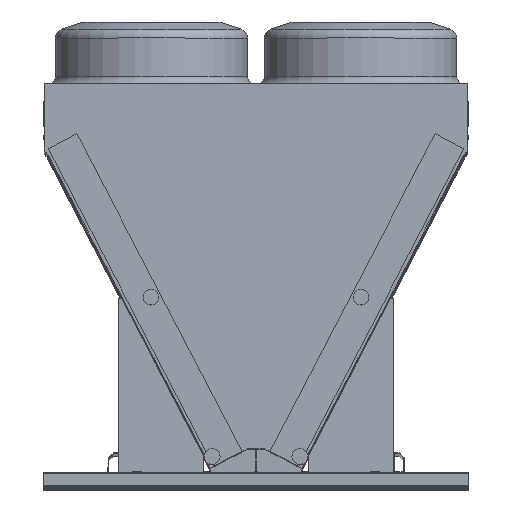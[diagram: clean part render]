
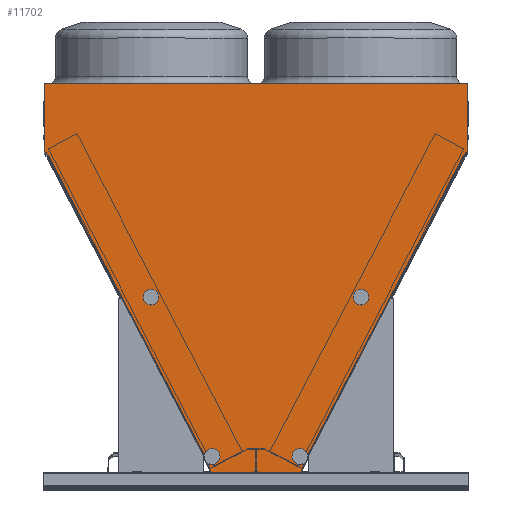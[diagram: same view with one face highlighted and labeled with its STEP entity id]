
A CAD part, top view. The second image highlights one B-rep face of the part: STEP entity #11702.
In plain terms, the highlighted planar face has unit normal (0, 0, 1).
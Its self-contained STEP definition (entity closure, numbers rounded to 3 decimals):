
#104 = LINE ( 'NONE', #37158, #43048 ) ;
#447 = CARTESIAN_POINT ( 'NONE',  ( -1127.739, 1711.053, 0. ) ) ;
#449 = EDGE_CURVE ( 'NONE', #41559, #32311, #31356, .T. ) ;
#709 = ORIENTED_EDGE ( 'NONE', *, *, #42755, .T. ) ;
#712 = CARTESIAN_POINT ( 'NONE',  ( 246.893, 17.358, 0. ) ) ;
#951 = CARTESIAN_POINT ( 'NONE',  ( -1136.282, 2083.62, 0. ) ) ;
#1170 = VERTEX_POINT ( 'NONE', #3206 ) ;
#1557 = ORIENTED_EDGE ( 'NONE', *, *, #8287, .T. ) ;
#2062 = LINE ( 'NONE', #43683, #39932 ) ;
#2235 = VECTOR ( 'NONE', #16371, 1000. ) ;
#2537 = LINE ( 'NONE', #17859, #21524 ) ;
#2639 = DIRECTION ( 'NONE',  ( -0.463, 0.886, 0. ) ) ;
#2674 = VECTOR ( 'NONE', #36000, 1000. ) ;
#3206 = CARTESIAN_POINT ( 'NONE',  ( -1127.739, 1711.053, 0. ) ) ;
#3468 = EDGE_CURVE ( 'NONE', #51306, #40734, #2062, .T. ) ;
#3505 = LINE ( 'NONE', #40530, #2235 ) ;
#3631 = DIRECTION ( 'NONE',  ( 0.462, 0.887, 0. ) ) ;
#3709 = VECTOR ( 'NONE', #10490, 1000. ) ;
#4090 = VECTOR ( 'NONE', #25612, 1000. ) ;
#4261 = VERTEX_POINT ( 'NONE', #34620 ) ;
#4559 = PLANE ( 'NONE',  #28709 ) ;
#4808 = VERTEX_POINT ( 'NONE', #5961 ) ;
#5486 = ORIENTED_EDGE ( 'NONE', *, *, #38938, .T. ) ;
#5961 = CARTESIAN_POINT ( 'NONE',  ( -279.893, 0., 0. ) ) ;
#6084 = VERTEX_POINT ( 'NONE', #44360 ) ;
#6416 = EDGE_CURVE ( 'NONE', #26422, #28912, #35890, .T. ) ;
#6966 = VERTEX_POINT ( 'NONE', #30057 ) ;
#7797 = CARTESIAN_POINT ( 'NONE',  ( -279.893, 1.482, 0. ) ) ;
#7983 = EDGE_CURVE ( 'NONE', #28912, #41559, #8094, .T. ) ;
#8094 = LINE ( 'NONE', #951, #27078 ) ;
#8287 = EDGE_CURVE ( 'NONE', #44658, #41197, #29562, .T. ) ;
#8614 = VECTOR ( 'NONE', #14411, 1000. ) ;
#8808 = DIRECTION ( 'NONE',  ( 0., 0., -1. ) ) ;
#9022 = CARTESIAN_POINT ( 'NONE',  ( 1136.15, 2083.62, 0. ) ) ;
#10418 = EDGE_CURVE ( 'NONE', #41197, #32308, #31204, .T. ) ;
#10490 = DIRECTION ( 'NONE',  ( 0., 1., 0. ) ) ;
#11351 = EDGE_CURVE ( 'NONE', #6966, #51306, #45597, .T. ) ;
#11400 = VECTOR ( 'NONE', #20342, 1000. ) ;
#11446 = CARTESIAN_POINT ( 'NONE',  ( -246.893, 17.358, 0. ) ) ;
#11702 = ADVANCED_FACE ( 'NONE', ( #22242 ), #4559, .F. ) ;
#11753 = VECTOR ( 'NONE', #28737, 1000. ) ;
#12850 = EDGE_CURVE ( 'NONE', #42102, #6966, #37745, .T. ) ;
#12881 = CARTESIAN_POINT ( 'NONE',  ( 0., 0., 0. ) ) ;
#13379 = ORIENTED_EDGE ( 'NONE', *, *, #6416, .T. ) ;
#13431 = VECTOR ( 'NONE', #2639, 1000. ) ;
#13443 = LINE ( 'NONE', #7797, #2674 ) ;
#13573 = CARTESIAN_POINT ( 'NONE',  ( 1127.607, 1711.053, 0. ) ) ;
#13631 = VECTOR ( 'NONE', #38613, 1000. ) ;
#13972 = DIRECTION ( 'NONE',  ( 1., 0., 0. ) ) ;
#14325 = EDGE_CURVE ( 'NONE', #6084, #42102, #3505, .T. ) ;
#14345 = EDGE_CURVE ( 'NONE', #32311, #1170, #22458, .T. ) ;
#14367 = CARTESIAN_POINT ( 'NONE',  ( 1136.15, 2083.62, 0. ) ) ;
#14411 = DIRECTION ( 'NONE',  ( 0., -1., 0. ) ) ;
#14852 = LINE ( 'NONE', #13573, #4090 ) ;
#15608 = ORIENTED_EDGE ( 'NONE', *, *, #14325, .T. ) ;
#16275 = CARTESIAN_POINT ( 'NONE',  ( 1127.607, 1711.053, 0. ) ) ;
#16371 = DIRECTION ( 'NONE',  ( -1., 0., 0. ) ) ;
#16909 = CARTESIAN_POINT ( 'NONE',  ( -1136.282, 2083.62, 0. ) ) ;
#17226 = DIRECTION ( 'NONE',  ( -1., 0., 0. ) ) ;
#17654 = VECTOR ( 'NONE', #26603, 1000. ) ;
#17777 = VECTOR ( 'NONE', #40491, 1000. ) ;
#17859 = CARTESIAN_POINT ( 'NONE',  ( 279.893, 0., 0. ) ) ;
#19517 = CARTESIAN_POINT ( 'NONE',  ( -246.893, 1.482, 0. ) ) ;
#19946 = DIRECTION ( 'NONE',  ( -0.461, -0.887, 0. ) ) ;
#20342 = DIRECTION ( 'NONE',  ( 0.462, 0.887, 0. ) ) ;
#20732 = CARTESIAN_POINT ( 'NONE',  ( 245.39, 20.232, 0. ) ) ;
#21001 = DIRECTION ( 'NONE',  ( 0., 1., 0. ) ) ;
#21198 = CARTESIAN_POINT ( 'NONE',  ( -1126.246, 1711.83, 0. ) ) ;
#21524 = VECTOR ( 'NONE', #13972, 1000. ) ;
#22114 = ORIENTED_EDGE ( 'NONE', *, *, #28820, .T. ) ;
#22242 = FACE_OUTER_BOUND ( 'NONE', #42283, .T. ) ;
#22458 = LINE ( 'NONE', #447, #11753 ) ;
#22500 = ORIENTED_EDGE ( 'NONE', *, *, #14345, .T. ) ;
#22516 = ORIENTED_EDGE ( 'NONE', *, *, #24418, .T. ) ;
#22592 = CARTESIAN_POINT ( 'NONE',  ( 1136.15, 1727.462, 0. ) ) ;
#23801 = VERTEX_POINT ( 'NONE', #46573 ) ;
#24290 = CARTESIAN_POINT ( 'NONE',  ( -279.893, 0., 0. ) ) ;
#24418 = EDGE_CURVE ( 'NONE', #32308, #30799, #13443, .T. ) ;
#25258 = CARTESIAN_POINT ( 'NONE',  ( -246.893, 17.358, 0. ) ) ;
#25612 = DIRECTION ( 'NONE',  ( 0.887, -0.462, 0. ) ) ;
#26422 = VERTEX_POINT ( 'NONE', #22592 ) ;
#26603 = DIRECTION ( 'NONE',  ( 0.887, 0.462, 0. ) ) ;
#26781 = ORIENTED_EDGE ( 'NONE', *, *, #48284, .T. ) ;
#27078 = VECTOR ( 'NONE', #17226, 1000. ) ;
#27666 = CARTESIAN_POINT ( 'NONE',  ( -1136.282, 1727.462, 0. ) ) ;
#27686 = DIRECTION ( 'NONE',  ( 0., -1., 0. ) ) ;
#28192 = EDGE_CURVE ( 'NONE', #30799, #4808, #39173, .T. ) ;
#28678 = ORIENTED_EDGE ( 'NONE', *, *, #28192, .T. ) ;
#28709 = AXIS2_PLACEMENT_3D ( 'NONE', #12881, #8808, #45118 ) ;
#28737 = DIRECTION ( 'NONE',  ( 0.462, -0.887, 0. ) ) ;
#28820 = EDGE_CURVE ( 'NONE', #23801, #26422, #43547, .T. ) ;
#28912 = VERTEX_POINT ( 'NONE', #9022 ) ;
#29001 = DIRECTION ( 'NONE',  ( 0., 1., 0. ) ) ;
#29562 = LINE ( 'NONE', #48120, #50920 ) ;
#30057 = CARTESIAN_POINT ( 'NONE',  ( 246.893, 17.358, 0. ) ) ;
#30733 = ORIENTED_EDGE ( 'NONE', *, *, #11351, .T. ) ;
#30799 = VERTEX_POINT ( 'NONE', #37822 ) ;
#31204 = LINE ( 'NONE', #11446, #40648 ) ;
#31356 = LINE ( 'NONE', #34367, #8614 ) ;
#31853 = VERTEX_POINT ( 'NONE', #21198 ) ;
#32308 = VERTEX_POINT ( 'NONE', #19517 ) ;
#32311 = VERTEX_POINT ( 'NONE', #27666 ) ;
#34112 = CARTESIAN_POINT ( 'NONE',  ( 1126.218, 1711.776, 0. ) ) ;
#34367 = CARTESIAN_POINT ( 'NONE',  ( -1136.282, 1727.462, 0. ) ) ;
#34620 = CARTESIAN_POINT ( 'NONE',  ( 279.893, 0., 0. ) ) ;
#35393 = ORIENTED_EDGE ( 'NONE', *, *, #12850, .T. ) ;
#35890 = LINE ( 'NONE', #14367, #3709 ) ;
#36000 = DIRECTION ( 'NONE',  ( -1., 0., 0. ) ) ;
#37158 = CARTESIAN_POINT ( 'NONE',  ( 279.893, 0., 0. ) ) ;
#37471 = ORIENTED_EDGE ( 'NONE', *, *, #7983, .T. ) ;
#37588 = LINE ( 'NONE', #42700, #13631 ) ;
#37745 = LINE ( 'NONE', #712, #48493 ) ;
#37822 = CARTESIAN_POINT ( 'NONE',  ( -279.893, 1.482, 0. ) ) ;
#38434 = EDGE_CURVE ( 'NONE', #31853, #44658, #37588, .T. ) ;
#38613 = DIRECTION ( 'NONE',  ( 0.462, -0.887, 0. ) ) ;
#38938 = EDGE_CURVE ( 'NONE', #40734, #23801, #14852, .T. ) ;
#39043 = LINE ( 'NONE', #42419, #17654 ) ;
#39173 = LINE ( 'NONE', #24290, #17777 ) ;
#39932 = VECTOR ( 'NONE', #3631, 1000. ) ;
#40491 = DIRECTION ( 'NONE',  ( 0., -1., 0. ) ) ;
#40530 = CARTESIAN_POINT ( 'NONE',  ( 279.893, 1.482, 0. ) ) ;
#40648 = VECTOR ( 'NONE', #27686, 1000. ) ;
#40734 = VERTEX_POINT ( 'NONE', #34112 ) ;
#40816 = CARTESIAN_POINT ( 'NONE',  ( 246.893, 1.482, 0. ) ) ;
#40942 = ORIENTED_EDGE ( 'NONE', *, *, #449, .T. ) ;
#41197 = VERTEX_POINT ( 'NONE', #25258 ) ;
#41559 = VERTEX_POINT ( 'NONE', #16909 ) ;
#42102 = VERTEX_POINT ( 'NONE', #40816 ) ;
#42260 = ORIENTED_EDGE ( 'NONE', *, *, #3468, .T. ) ;
#42283 = EDGE_LOOP ( 'NONE', ( #40942, #22500, #47987, #46191, #1557, #43795, #22516, #28678, #709, #26781, #15608, #35393, #30733, #42260, #5486, #22114, #13379, #37471 ) ) ;
#42419 = CARTESIAN_POINT ( 'NONE',  ( -1127.739, 1711.053, 0. ) ) ;
#42700 = CARTESIAN_POINT ( 'NONE',  ( -245.403, 20.223, 0. ) ) ;
#42755 = EDGE_CURVE ( 'NONE', #4808, #4261, #2537, .T. ) ;
#43048 = VECTOR ( 'NONE', #21001, 1000. ) ;
#43547 = LINE ( 'NONE', #16275, #11400 ) ;
#43683 = CARTESIAN_POINT ( 'NONE',  ( 245.39, 20.232, 0. ) ) ;
#43740 = CARTESIAN_POINT ( 'NONE',  ( -245.403, 20.223, 0. ) ) ;
#43795 = ORIENTED_EDGE ( 'NONE', *, *, #10418, .T. ) ;
#44360 = CARTESIAN_POINT ( 'NONE',  ( 279.893, 1.482, 0. ) ) ;
#44658 = VERTEX_POINT ( 'NONE', #43740 ) ;
#45118 = DIRECTION ( 'NONE',  ( -1., 0., 0. ) ) ;
#45597 = LINE ( 'NONE', #46902, #13431 ) ;
#46191 = ORIENTED_EDGE ( 'NONE', *, *, #38434, .T. ) ;
#46573 = CARTESIAN_POINT ( 'NONE',  ( 1127.607, 1711.053, 0. ) ) ;
#46902 = CARTESIAN_POINT ( 'NONE',  ( 246.893, 17.358, 0. ) ) ;
#47987 = ORIENTED_EDGE ( 'NONE', *, *, #51066, .T. ) ;
#48120 = CARTESIAN_POINT ( 'NONE',  ( -246.893, 17.358, 0. ) ) ;
#48284 = EDGE_CURVE ( 'NONE', #4261, #6084, #104, .T. ) ;
#48493 = VECTOR ( 'NONE', #29001, 1000. ) ;
#50920 = VECTOR ( 'NONE', #19946, 1000. ) ;
#51066 = EDGE_CURVE ( 'NONE', #1170, #31853, #39043, .T. ) ;
#51306 = VERTEX_POINT ( 'NONE', #20732 ) ;
